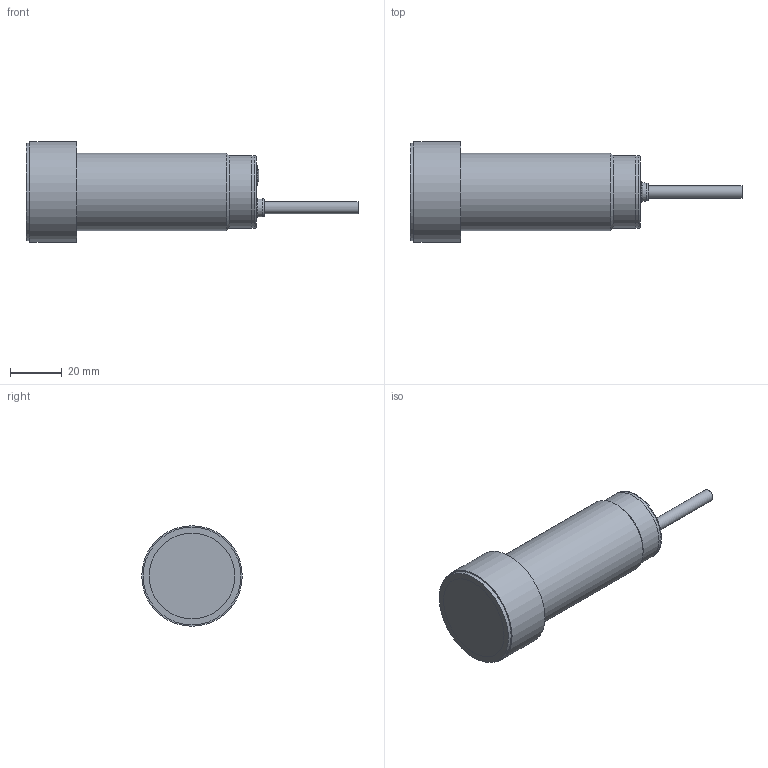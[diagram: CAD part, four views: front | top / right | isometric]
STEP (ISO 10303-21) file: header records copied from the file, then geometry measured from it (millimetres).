
FILE_DESCRIPTION( ( 'Unknown' ), '1' );
FILE_NAME( 'UT2F_0A_fig.stp', 'Unknown', ( 'Unknown' ), ( 'Unknown' ), 'PSStep 17.0.49', 'Unknown', ' ' );
FILE_SCHEMA( ( 'AUTOMOTIVE_DESIGN { 1 0 10303 214 1 1 1 1 }' ) );
Length unit declared in the file: millimetre
Products named in the file (6): Assem1; -oa0
Assembly tree (5 placements, depth 2):
  Assem1
    -oa0
    -oa0
    -oa0
    -oa0
    -oa0
Bounding box: 128.1 x 38.8 x 38.8 mm (x, y, z)
Volume: 71778.3 mm3; surface area: 15496.3 mm2
Topology: 5 solids, 5 shells, 34 faces, 58 edges, 40 vertices
Faces by surface type: plane 16, cylinder 10, torus 5, cone 2, sphere 1
Full cylindrical faces by diameter (mm): 4.7 x2, 8 x2, 28 x2, 30 x1, 33 x1, 37.8 x1, 38.8 x1
Entity records: 791 total; most frequent: DIRECTION 142, CARTESIAN_POINT 111, ORIENTED_EDGE 70, AXIS2_PLACEMENT_3D 67, EDGE_LOOP 58, FACE_OUTER_BOUND 49, VERTEX_POINT 36, EDGE_CURVE 35
